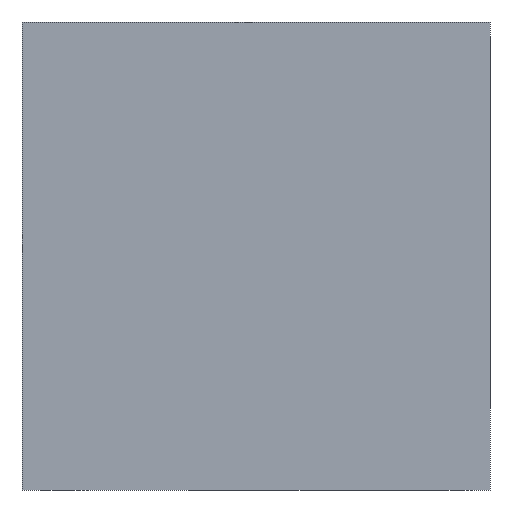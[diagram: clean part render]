
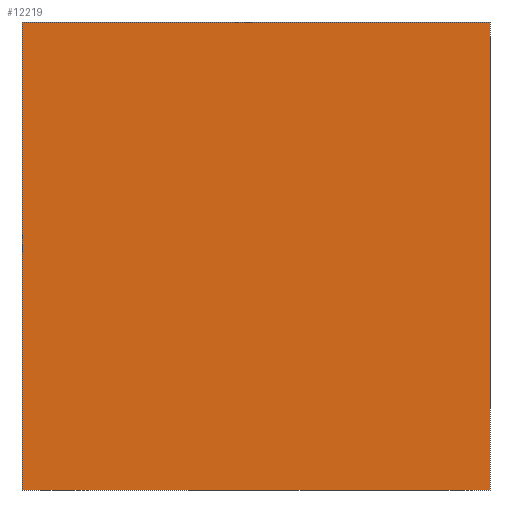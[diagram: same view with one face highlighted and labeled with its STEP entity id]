
A CAD part, front view. The second image highlights one B-rep face of the part: STEP entity #12219.
In plain terms, the highlighted planar face has unit normal (0, -1, 0).
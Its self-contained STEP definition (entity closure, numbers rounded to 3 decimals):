
#850=PLANE('',#12974);
#1482=FACE_OUTER_BOUND('',#2197,.T.);
#2197=EDGE_LOOP('',(#10937,#10938,#10939,#10940));
#2245=LINE('',#15747,#3327);
#2331=LINE('',#16077,#3413);
#2673=LINE('',#18908,#3755);
#3294=LINE('',#21266,#4376);
#3327=VECTOR('',#13030,10.);
#3413=VECTOR('',#13192,10.);
#3755=VECTOR('',#13714,10.);
#4376=VECTOR('',#15539,10.);
#4752=VERTEX_POINT('',#15745);
#4753=VERTEX_POINT('',#15746);
#4831=VERTEX_POINT('',#16075);
#5230=VERTEX_POINT('',#18907);
#5930=EDGE_CURVE('',#4752,#4753,#2245,.T.);
#6042=EDGE_CURVE('',#4753,#4831,#2331,.T.);
#6638=EDGE_CURVE('',#4752,#5230,#2673,.T.);
#7578=EDGE_CURVE('',#5230,#4831,#3294,.T.);
#10937=ORIENTED_EDGE('',*,*,#5930,.T.);
#10938=ORIENTED_EDGE('',*,*,#6042,.T.);
#10939=ORIENTED_EDGE('',*,*,#7578,.F.);
#10940=ORIENTED_EDGE('',*,*,#6638,.F.);
#12219=ADVANCED_FACE('',(#1482),#850,.T.);
#12974=AXIS2_PLACEMENT_3D('',#21265,#15537,#15538);
#13030=DIRECTION('',(1.,0.,0.));
#13192=DIRECTION('',(0.,0.,1.));
#13714=DIRECTION('',(0.,0.,1.));
#15537=DIRECTION('center_axis',(0.,-1.,0.));
#15538=DIRECTION('ref_axis',(1.,0.,0.));
#15539=DIRECTION('',(1.,0.,0.));
#15745=CARTESIAN_POINT('',(0.,0.,0.));
#15746=CARTESIAN_POINT('',(123.825,0.,0.));
#15747=CARTESIAN_POINT('',(0.,0.,0.));
#16075=CARTESIAN_POINT('',(123.825,0.,123.825));
#16077=CARTESIAN_POINT('',(123.825,0.,0.));
#18907=CARTESIAN_POINT('',(0.,0.,123.825));
#18908=CARTESIAN_POINT('',(0.,0.,0.));
#21265=CARTESIAN_POINT('Origin',(0.,0.,0.));
#21266=CARTESIAN_POINT('',(0.,0.,123.825));
